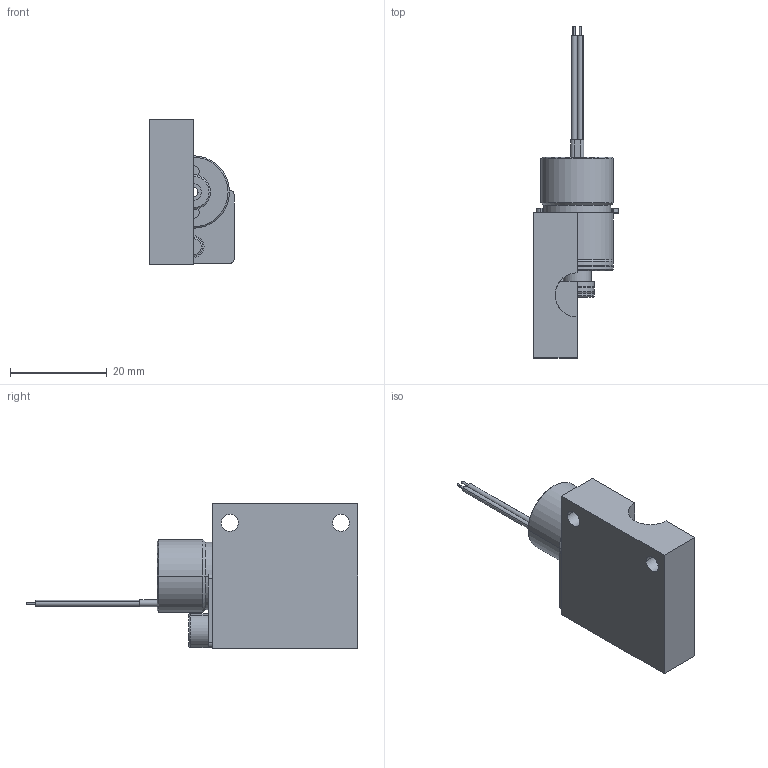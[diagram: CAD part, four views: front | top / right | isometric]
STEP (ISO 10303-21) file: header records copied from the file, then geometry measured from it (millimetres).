
FILE_DESCRIPTION (( 'STEP AP214' ), '1' );
FILE_NAME ('VA 304-5_Montageplatte_offen.STEP', '2019-12-11T07:03:06', ( '' ), ( '' ), 'SwSTEP 2.0', 'SolidWorks 2015', '' );
FILE_SCHEMA (( 'AUTOMOTIVE_DESIGN' ));
Length unit declared in the file: millimetre
Products named in the file (1): VA 304-5_Montageplatte_offen
Bounding box: 17.5 x 68.68 x 30 mm (x, y, z)
Volume: 10333 mm3; surface area: 6122.5 mm2
Topology: 4 solids, 4 shells, 184 faces, 439 edges, 278 vertices
Faces by surface type: cylinder 84, plane 66, cone 21, torus 10, bspline 3
Entity records: 8555 total; most frequent: CARTESIAN_POINT 2201, DIRECTION 921, ORIENTED_EDGE 870, EDGE_CURVE 435, AXIS2_PLACEMENT_3D 352, VERTEX_POINT 278, LINE 217, VECTOR 217
